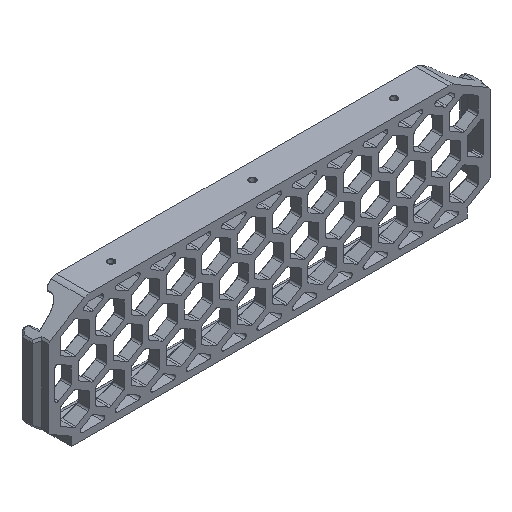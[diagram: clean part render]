
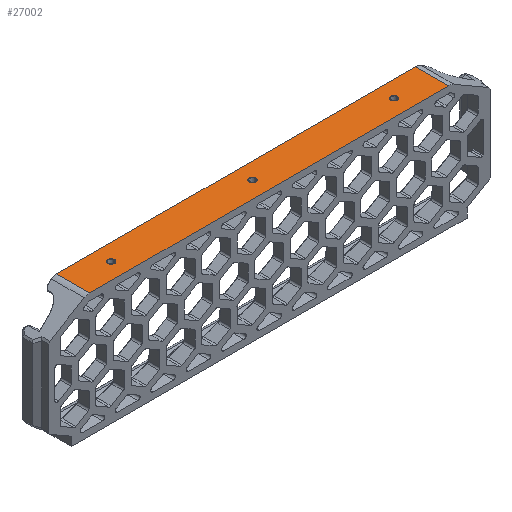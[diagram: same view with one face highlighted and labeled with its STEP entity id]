
A CAD part, isometric view. The second image highlights one B-rep face of the part: STEP entity #27002.
In plain terms, the highlighted planar face has unit normal (0, 0, 1).
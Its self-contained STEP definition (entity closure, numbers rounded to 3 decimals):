
#5623=DIRECTION('',(0.,1.,0.));
#5624=VECTOR('',#5623,15.);
#5625=CARTESIAN_POINT('',(81.163,0.,28.));
#5626=LINE('',#5625,#5624);
#5627=DIRECTION('',(-1.,0.,0.));
#5628=VECTOR('',#5627,162.326);
#5629=CARTESIAN_POINT('',(81.163,0.,28.));
#5630=LINE('',#5629,#5628);
#5631=DIRECTION('',(0.,-1.,0.));
#5632=VECTOR('',#5631,15.);
#5633=CARTESIAN_POINT('',(-81.163,15.,28.));
#5634=LINE('',#5633,#5632);
#5635=DIRECTION('',(1.,0.,0.));
#5636=VECTOR('',#5635,162.326);
#5637=CARTESIAN_POINT('',(-81.163,15.,28.));
#5638=LINE('',#5637,#5636);
#5639=CARTESIAN_POINT('',(-64.,7.5,28.));
#5640=DIRECTION('',(0.,0.,-1.));
#5641=DIRECTION('',(1.,0.,0.));
#5642=AXIS2_PLACEMENT_3D('',#5639,#5640,#5641);
#5644=CARTESIAN_POINT('',(-64.,7.5,28.));
#5645=DIRECTION('',(0.,0.,-1.));
#5646=DIRECTION('',(-1.,0.,0.));
#5647=AXIS2_PLACEMENT_3D('',#5644,#5645,#5646);
#5649=CARTESIAN_POINT('',(0.,7.5,28.));
#5650=DIRECTION('',(0.,0.,-1.));
#5651=DIRECTION('',(1.,0.,0.));
#5652=AXIS2_PLACEMENT_3D('',#5649,#5650,#5651);
#5654=CARTESIAN_POINT('',(0.,7.5,28.));
#5655=DIRECTION('',(0.,0.,-1.));
#5656=DIRECTION('',(-1.,0.,0.));
#5657=AXIS2_PLACEMENT_3D('',#5654,#5655,#5656);
#5659=CARTESIAN_POINT('',(64.,7.5,28.));
#5660=DIRECTION('',(0.,0.,-1.));
#5661=DIRECTION('',(1.,0.,0.));
#5662=AXIS2_PLACEMENT_3D('',#5659,#5660,#5661);
#5664=CARTESIAN_POINT('',(64.,7.5,28.));
#5665=DIRECTION('',(0.,0.,-1.));
#5666=DIRECTION('',(-1.,0.,0.));
#5667=AXIS2_PLACEMENT_3D('',#5664,#5665,#5666);
#19572=CARTESIAN_POINT('',(81.163,15.,28.));
#19574=VERTEX_POINT('',#19572);
#19579=CARTESIAN_POINT('',(81.163,0.,28.));
#19580=VERTEX_POINT('',#19579);
#19581=CARTESIAN_POINT('',(-81.163,0.,28.));
#19583=VERTEX_POINT('',#19581);
#19588=CARTESIAN_POINT('',(-81.163,15.,28.));
#19589=VERTEX_POINT('',#19588);
#20014=CARTESIAN_POINT('',(-62.75,7.5,28.));
#20015=CARTESIAN_POINT('',(-65.25,7.5,28.));
#20016=VERTEX_POINT('',#20014);
#20017=VERTEX_POINT('',#20015);
#20022=CARTESIAN_POINT('',(1.25,7.5,28.));
#20023=CARTESIAN_POINT('',(-1.25,7.5,28.));
#20024=VERTEX_POINT('',#20022);
#20025=VERTEX_POINT('',#20023);
#20030=CARTESIAN_POINT('',(65.25,7.5,28.));
#20031=CARTESIAN_POINT('',(62.75,7.5,28.));
#20032=VERTEX_POINT('',#20030);
#20033=VERTEX_POINT('',#20031);
#26972=CARTESIAN_POINT('',(-100.,0.,28.));
#26973=DIRECTION('',(0.,0.,1.));
#26974=DIRECTION('',(1.,0.,0.));
#26975=AXIS2_PLACEMENT_3D('',#26972,#26973,#26974);
#26976=PLANE('',#26975);
#26977=ORIENTED_EDGE('',*,*,#26948,.F.);
#26978=ORIENTED_EDGE('',*,*,#20073,.T.);
#26980=ORIENTED_EDGE('',*,*,#26979,.F.);
#26981=ORIENTED_EDGE('',*,*,#26959,.T.);
#26982=EDGE_LOOP('',(#26977,#26978,#26980,#26981));
#26983=FACE_OUTER_BOUND('',#26982,.F.);
#26985=ORIENTED_EDGE('',*,*,#26984,.F.);
#26987=ORIENTED_EDGE('',*,*,#26986,.F.);
#26988=EDGE_LOOP('',(#26985,#26987));
#26989=FACE_BOUND('',#26988,.F.);
#26991=ORIENTED_EDGE('',*,*,#26990,.F.);
#26993=ORIENTED_EDGE('',*,*,#26992,.F.);
#26994=EDGE_LOOP('',(#26991,#26993));
#26995=FACE_BOUND('',#26994,.F.);
#26997=ORIENTED_EDGE('',*,*,#26996,.F.);
#26999=ORIENTED_EDGE('',*,*,#26998,.F.);
#27000=EDGE_LOOP('',(#26997,#26999));
#27001=FACE_BOUND('',#27000,.F.);
#27002=ADVANCED_FACE('',(#26983,#26989,#26995,#27001),#26976,.T.);
#5643=CIRCLE('',#5642,1.25);
#5648=CIRCLE('',#5647,1.25);
#5653=CIRCLE('',#5652,1.25);
#5658=CIRCLE('',#5657,1.25);
#5663=CIRCLE('',#5662,1.25);
#5668=CIRCLE('',#5667,1.25);
#20073=EDGE_CURVE('',#19580,#19583,#5630,.T.);
#26948=EDGE_CURVE('',#19580,#19574,#5626,.T.);
#26959=EDGE_CURVE('',#19589,#19574,#5638,.T.);
#26979=EDGE_CURVE('',#19589,#19583,#5634,.T.);
#26984=EDGE_CURVE('',#20016,#20017,#5643,.T.);
#26986=EDGE_CURVE('',#20017,#20016,#5648,.T.);
#26990=EDGE_CURVE('',#20024,#20025,#5653,.T.);
#26992=EDGE_CURVE('',#20025,#20024,#5658,.T.);
#26996=EDGE_CURVE('',#20032,#20033,#5663,.T.);
#26998=EDGE_CURVE('',#20033,#20032,#5668,.T.);
